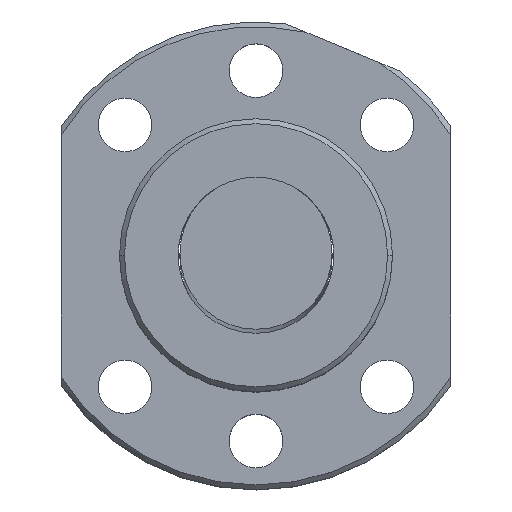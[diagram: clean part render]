
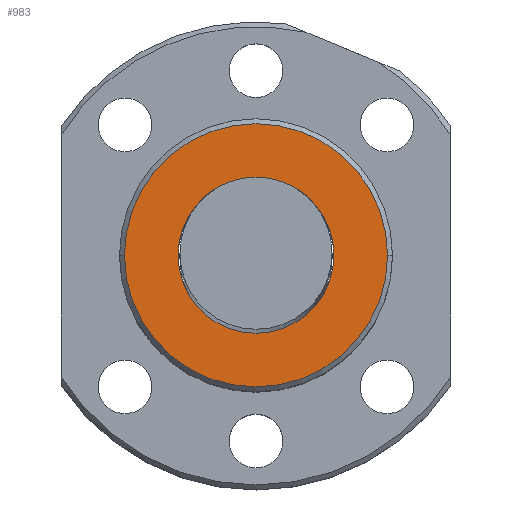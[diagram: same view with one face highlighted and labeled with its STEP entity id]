
A CAD part, top view. The second image highlights one B-rep face of the part: STEP entity #983.
In plain terms, the highlighted face is planar.
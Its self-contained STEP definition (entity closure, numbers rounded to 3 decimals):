
#8 = EDGE_LOOP ( 'NONE', ( #638, #720 ) ) ;
#9 = DIRECTION ( 'NONE',  ( 1., 0., 0. ) ) ;
#55 = EDGE_CURVE ( 'NONE', #1702, #1177, #838, .T. ) ;
#60 = DIRECTION ( 'NONE',  ( 0., 0., -1. ) ) ;
#65 = CIRCLE ( 'NONE', #1191, 13.5 ) ;
#137 = VERTEX_POINT ( 'NONE', #824 ) ;
#264 = DIRECTION ( 'NONE',  ( 1., 0., 0. ) ) ;
#409 = CARTESIAN_POINT ( 'NONE',  ( -8., 0., -48.5 ) ) ;
#438 = CARTESIAN_POINT ( 'NONE',  ( 0., 0., -48.5 ) ) ;
#559 = CARTESIAN_POINT ( 'NONE',  ( 8., 0., -48.5 ) ) ;
#570 = ORIENTED_EDGE ( 'NONE', *, *, #55, .F. ) ;
#638 = ORIENTED_EDGE ( 'NONE', *, *, #1243, .F. ) ;
#693 = AXIS2_PLACEMENT_3D ( 'NONE', #1229, #1193, #1185 ) ;
#720 = ORIENTED_EDGE ( 'NONE', *, *, #1254, .F. ) ;
#740 = CIRCLE ( 'NONE', #1224, 13.5 ) ;
#771 = DIRECTION ( 'NONE',  ( 1., 0., 0. ) ) ;
#784 = EDGE_LOOP ( 'NONE', ( #1697, #570 ) ) ;
#824 = CARTESIAN_POINT ( 'NONE',  ( -13.5, 0., -48.5 ) ) ;
#838 = CIRCLE ( 'NONE', #693, 8. ) ;
#891 = CIRCLE ( 'NONE', #906, 8. ) ;
#899 = CARTESIAN_POINT ( 'NONE',  ( 0., 0., -48.5 ) ) ;
#906 = AXIS2_PLACEMENT_3D ( 'NONE', #899, #60, #771 ) ;
#939 = VERTEX_POINT ( 'NONE', #1271 ) ;
#968 = CARTESIAN_POINT ( 'NONE',  ( 0., 0., -48.5 ) ) ;
#983 = ADVANCED_FACE ( 'NONE', ( #1608, #1628 ), #1192, .F. ) ;
#1149 = DIRECTION ( 'NONE',  ( 0., 0., 1. ) ) ;
#1160 = DIRECTION ( 'NONE',  ( 0., 0., 1. ) ) ;
#1177 = VERTEX_POINT ( 'NONE', #559 ) ;
#1185 = DIRECTION ( 'NONE',  ( 1., 0., 0. ) ) ;
#1191 = AXIS2_PLACEMENT_3D ( 'NONE', #438, #1160, #264 ) ;
#1192 = PLANE ( 'NONE',  #1583 ) ;
#1193 = DIRECTION ( 'NONE',  ( 0., 0., -1. ) ) ;
#1224 = AXIS2_PLACEMENT_3D ( 'NONE', #968, #1149, #1324 ) ;
#1229 = CARTESIAN_POINT ( 'NONE',  ( 0., 0., -48.5 ) ) ;
#1243 = EDGE_CURVE ( 'NONE', #939, #137, #740, .T. ) ;
#1254 = EDGE_CURVE ( 'NONE', #137, #939, #65, .T. ) ;
#1271 = CARTESIAN_POINT ( 'NONE',  ( 13.5, 0., -48.5 ) ) ;
#1324 = DIRECTION ( 'NONE',  ( 1., 0., 0. ) ) ;
#1364 = CARTESIAN_POINT ( 'NONE',  ( -13.662, -13.662, -48.5 ) ) ;
#1583 = AXIS2_PLACEMENT_3D ( 'NONE', #1364, #1646, #9 ) ;
#1608 = FACE_BOUND ( 'NONE', #784, .T. ) ;
#1628 = FACE_OUTER_BOUND ( 'NONE', #8, .T. ) ;
#1646 = DIRECTION ( 'NONE',  ( 0., 0., 1. ) ) ;
#1655 = EDGE_CURVE ( 'NONE', #1177, #1702, #891, .T. ) ;
#1697 = ORIENTED_EDGE ( 'NONE', *, *, #1655, .F. ) ;
#1702 = VERTEX_POINT ( 'NONE', #409 ) ;
